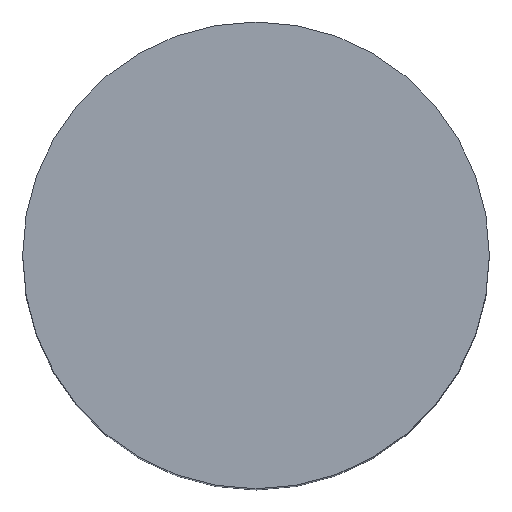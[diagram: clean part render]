
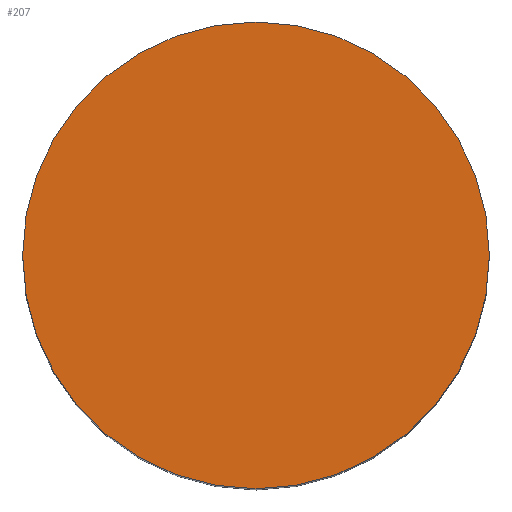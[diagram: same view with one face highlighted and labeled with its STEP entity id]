
A CAD part, top view. The second image highlights one B-rep face of the part: STEP entity #207.
In plain terms, the highlighted planar face has unit normal (0, 0, 1).
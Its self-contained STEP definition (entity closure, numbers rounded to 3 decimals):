
#43 = VERTEX_POINT('',#44);
#44 = CARTESIAN_POINT('',(1.1,1.5,4.5));
#51 = CYLINDRICAL_SURFACE('',#52,1.5);
#52 = AXIS2_PLACEMENT_3D('',#53,#54,#55);
#53 = CARTESIAN_POINT('',(1.1,0.,0.));
#54 = DIRECTION('',(-0.,-0.,-1.));
#55 = DIRECTION('',(1.,0.,0.));
#63 = CYLINDRICAL_SURFACE('',#64,1.5);
#64 = AXIS2_PLACEMENT_3D('',#65,#66,#67);
#65 = CARTESIAN_POINT('',(1.1,0.,0.));
#66 = DIRECTION('',(-0.,-0.,-1.));
#67 = DIRECTION('',(1.,0.,0.));
#75 = EDGE_CURVE('',#43,#76,#78,.T.);
#76 = VERTEX_POINT('',#77);
#77 = CARTESIAN_POINT('',(1.1,-1.5,4.5));
#78 = SURFACE_CURVE('',#79,(#84,#91),.PCURVE_S1.);
#79 = CIRCLE('',#80,1.5);
#80 = AXIS2_PLACEMENT_3D('',#81,#82,#83);
#81 = CARTESIAN_POINT('',(1.1,0.,4.5));
#82 = DIRECTION('',(0.,0.,1.));
#83 = DIRECTION('',(1.,0.,0.));
#84 = PCURVE('',#51,#85);
#85 = DEFINITIONAL_REPRESENTATION('',(#86),#90);
#86 = LINE('',#87,#88);
#87 = CARTESIAN_POINT('',(-0.,-4.5));
#88 = VECTOR('',#89,1.);
#89 = DIRECTION('',(-1.,0.));
#90 = ( GEOMETRIC_REPRESENTATION_CONTEXT(2) 
PARAMETRIC_REPRESENTATION_CONTEXT() REPRESENTATION_CONTEXT('2D SPACE',''
  ) );
#91 = PCURVE('',#92,#97);
#92 = PLANE('',#93);
#93 = AXIS2_PLACEMENT_3D('',#94,#95,#96);
#94 = CARTESIAN_POINT('',(1.1,0.,4.5));
#95 = DIRECTION('',(0.,0.,1.));
#96 = DIRECTION('',(0.,1.,0.));
#97 = DEFINITIONAL_REPRESENTATION('',(#98),#102);
#98 = CIRCLE('',#99,1.5);
#99 = AXIS2_PLACEMENT_2D('',#100,#101);
#100 = CARTESIAN_POINT('',(0.,0.));
#101 = DIRECTION('',(0.,-1.));
#102 = ( GEOMETRIC_REPRESENTATION_CONTEXT(2) 
PARAMETRIC_REPRESENTATION_CONTEXT() REPRESENTATION_CONTEXT('2D SPACE',''
  ) );
#158 = EDGE_CURVE('',#76,#43,#159,.T.);
#159 = SURFACE_CURVE('',#160,(#165,#172),.PCURVE_S1.);
#160 = CIRCLE('',#161,1.5);
#161 = AXIS2_PLACEMENT_3D('',#162,#163,#164);
#162 = CARTESIAN_POINT('',(1.1,0.,4.5));
#163 = DIRECTION('',(0.,0.,1.));
#164 = DIRECTION('',(1.,0.,0.));
#165 = PCURVE('',#63,#166);
#166 = DEFINITIONAL_REPRESENTATION('',(#167),#171);
#167 = LINE('',#168,#169);
#168 = CARTESIAN_POINT('',(-0.,-4.5));
#169 = VECTOR('',#170,1.);
#170 = DIRECTION('',(-1.,0.));
#171 = ( GEOMETRIC_REPRESENTATION_CONTEXT(2) 
PARAMETRIC_REPRESENTATION_CONTEXT() REPRESENTATION_CONTEXT('2D SPACE',''
  ) );
#172 = PCURVE('',#92,#173);
#173 = DEFINITIONAL_REPRESENTATION('',(#174),#178);
#174 = CIRCLE('',#175,1.5);
#175 = AXIS2_PLACEMENT_2D('',#176,#177);
#176 = CARTESIAN_POINT('',(0.,0.));
#177 = DIRECTION('',(0.,-1.));
#178 = ( GEOMETRIC_REPRESENTATION_CONTEXT(2) 
PARAMETRIC_REPRESENTATION_CONTEXT() REPRESENTATION_CONTEXT('2D SPACE',''
  ) );
#207 = ADVANCED_FACE('',(#208),#92,.T.);
#208 = FACE_BOUND('',#209,.T.);
#209 = EDGE_LOOP('',(#210,#211));
#210 = ORIENTED_EDGE('',*,*,#75,.T.);
#211 = ORIENTED_EDGE('',*,*,#158,.T.);
